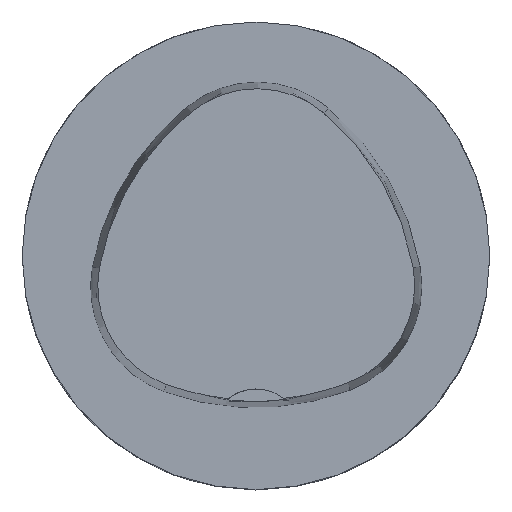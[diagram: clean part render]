
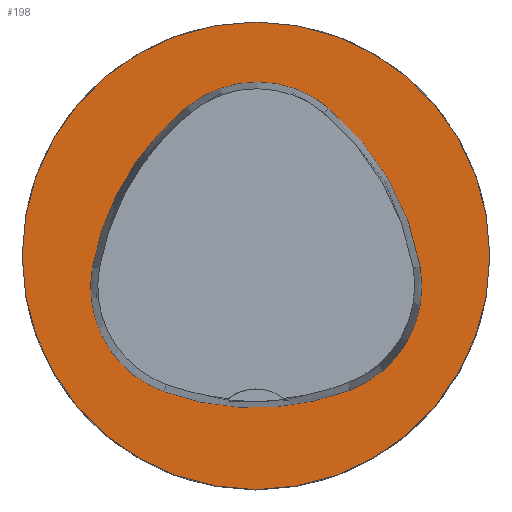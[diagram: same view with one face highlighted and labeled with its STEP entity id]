
A CAD part, top view. The second image highlights one B-rep face of the part: STEP entity #198.
In plain terms, the highlighted planar face has unit normal (0, 0, 1).
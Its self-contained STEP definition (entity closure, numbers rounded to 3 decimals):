
#108=PLANE('',#959);
#198=ADVANCED_FACE('',(#311,#312),#108,.T.);
#262=CIRCLE('',#930,31.5);
#264=CIRCLE('',#937,36.0);
#266=CIRCLE('',#940,15.0);
#268=CIRCLE('',#943,36.0);
#270=CIRCLE('',#946,15.0);
#274=CIRCLE('',#951,36.0);
#276=CIRCLE('',#954,15.0);
#311=FACE_BOUND('',#374,.T.);
#312=FACE_BOUND('',#375,.T.);
#374=EDGE_LOOP('',(#515,#516,#517,#518,#519,#520));
#375=EDGE_LOOP('',(#521));
#515=ORIENTED_EDGE('',*,*,#772,.T.);
#516=ORIENTED_EDGE('',*,*,#752,.T.);
#517=ORIENTED_EDGE('',*,*,#756,.T.);
#518=ORIENTED_EDGE('',*,*,#759,.T.);
#519=ORIENTED_EDGE('',*,*,#762,.T.);
#520=ORIENTED_EDGE('',*,*,#770,.T.);
#521=ORIENTED_EDGE('',*,*,#742,.F.);
#667=VERTEX_POINT('',#1322);
#677=VERTEX_POINT('',#1343);
#678=VERTEX_POINT('',#1344);
#681=VERTEX_POINT('',#1352);
#683=VERTEX_POINT('',#1358);
#685=VERTEX_POINT('',#1364);
#692=VERTEX_POINT('',#1385);
#742=EDGE_CURVE('',#667,#667,#262,.T.);
#752=EDGE_CURVE('',#677,#678,#264,.T.);
#756=EDGE_CURVE('',#678,#681,#266,.T.);
#759=EDGE_CURVE('',#681,#683,#268,.T.);
#762=EDGE_CURVE('',#683,#685,#270,.T.);
#770=EDGE_CURVE('',#685,#692,#274,.T.);
#772=EDGE_CURVE('',#692,#677,#276,.T.);
#930=AXIS2_PLACEMENT_3D('',#1321,#1050,#1051);
#937=AXIS2_PLACEMENT_3D('',#1342,#1068,#1069);
#940=AXIS2_PLACEMENT_3D('',#1351,#1076,#1077);
#943=AXIS2_PLACEMENT_3D('',#1357,#1083,#1084);
#946=AXIS2_PLACEMENT_3D('',#1363,#1090,#1091);
#951=AXIS2_PLACEMENT_3D('',#1386,#1102,#1103);
#954=AXIS2_PLACEMENT_3D('',#1389,#1108,#1109);
#959=AXIS2_PLACEMENT_3D('',#1394,#1118,#1119);
#1050=DIRECTION('',(0.0,0.0,-1.0));
#1051=DIRECTION('',(-1.0,0.0,0.0));
#1068=DIRECTION('',(0.0,0.0,-1.0));
#1069=DIRECTION('',(-1.0,0.0,0.0));
#1076=DIRECTION('',(0.0,0.0,-1.0));
#1077=DIRECTION('',(-1.0,0.0,0.0));
#1083=DIRECTION('',(0.0,0.0,-1.0));
#1084=DIRECTION('',(-1.0,0.0,0.0));
#1090=DIRECTION('',(0.0,0.0,-1.0));
#1091=DIRECTION('',(-1.0,0.0,0.0));
#1102=DIRECTION('',(0.0,0.0,-1.0));
#1103=DIRECTION('',(-1.0,0.0,0.0));
#1108=DIRECTION('',(0.0,0.0,-1.0));
#1109=DIRECTION('',(-1.0,0.0,0.0));
#1118=DIRECTION('',(0.0,0.0,1.0));
#1119=DIRECTION('',(1.0,0.0,0.0));
#1321=CARTESIAN_POINT('',(0.0,0.0,0.0));
#1322=CARTESIAN_POINT('',(-31.5,0.0,0.0));
#1342=CARTESIAN_POINT('',(13.398,-7.893,0.0));
#1343=CARTESIAN_POINT('',(-22.041,-1.562,0.0));
#1344=CARTESIAN_POINT('',(-9.317,20.036,0.0));
#1351=CARTESIAN_POINT('',(0.148,8.399,0.0));
#1352=CARTESIAN_POINT('',(9.779,19.898,0.0));
#1357=CARTESIAN_POINT('',(-13.337,-7.7,0.0));
#1358=CARTESIAN_POINT('',(22.122,-1.48,0.0));
#1363=CARTESIAN_POINT('',(7.347,-4.071,0.0));
#1364=CARTESIAN_POINT('',(12.693,-18.087,0.0));
#1385=CARTESIAN_POINT('',(-12.373,-18.307,0.0));
#1386=CARTESIAN_POINT('',(-0.137,15.55,0.0));
#1389=CARTESIAN_POINT('',(-7.275,-4.2,0.0));
#1394=CARTESIAN_POINT('',(0.0,0.0,0.0));
